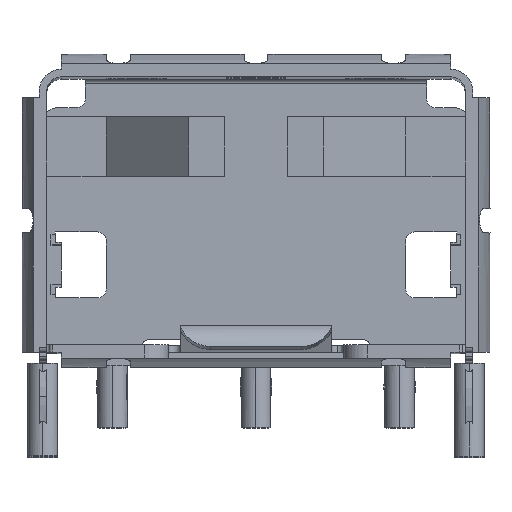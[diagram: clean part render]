
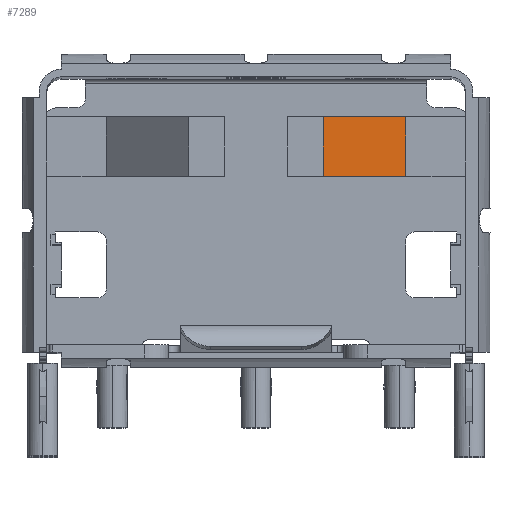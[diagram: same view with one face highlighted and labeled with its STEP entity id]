
A CAD part, top view. The second image highlights one B-rep face of the part: STEP entity #7289.
In plain terms, the highlighted planar face has unit normal (0.72, 0, 0.694).
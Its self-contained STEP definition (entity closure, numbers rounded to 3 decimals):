
#199 = EDGE_LOOP ( 'NONE', ( #21692, #17244, #26665, #27895 ) ) ;
#686 = CARTESIAN_POINT ( 'NONE',  ( 5., 5.7, -48.225 ) ) ;
#1429 = LINE ( 'NONE', #11596, #15138 ) ;
#1668 = DIRECTION ( 'NONE',  ( 0.694, 0., -0.72 ) ) ;
#1776 = CARTESIAN_POINT ( 'NONE',  ( 5., 5.7, -48.225 ) ) ;
#5226 = LINE ( 'NONE', #20291, #11483 ) ;
#6549 = CARTESIAN_POINT ( 'NONE',  ( 2.25, 5.7, -45.375 ) ) ;
#6898 = VECTOR ( 'NONE', #1668, 1000. ) ;
#7023 = EDGE_CURVE ( 'NONE', #22360, #16844, #31567, .T. ) ;
#7289 = ADVANCED_FACE ( 'NONE', ( #10066 ), #8004, .T. ) ;
#7315 = VERTEX_POINT ( 'NONE', #18301 ) ;
#7556 = EDGE_CURVE ( 'NONE', #16844, #7315, #1429, .T. ) ;
#8004 = PLANE ( 'NONE',  #9749 ) ;
#8308 = DIRECTION ( 'NONE',  ( 0.694, 0., -0.72 ) ) ;
#9749 = AXIS2_PLACEMENT_3D ( 'NONE', #30628, #28354, #10740 ) ;
#10066 = FACE_OUTER_BOUND ( 'NONE', #199, .T. ) ;
#10740 = DIRECTION ( 'NONE',  ( 0., -1., 0. ) ) ;
#11483 = VECTOR ( 'NONE', #27283, 1000. ) ;
#11596 = CARTESIAN_POINT ( 'NONE',  ( 5., 5.7, -48.225 ) ) ;
#15138 = VECTOR ( 'NONE', #16521, 1000. ) ;
#16521 = DIRECTION ( 'NONE',  ( 0., 1., 0. ) ) ;
#16844 = VERTEX_POINT ( 'NONE', #686 ) ;
#17244 = ORIENTED_EDGE ( 'NONE', *, *, #22748, .F. ) ;
#17812 = LINE ( 'NONE', #20696, #22491 ) ;
#18301 = CARTESIAN_POINT ( 'NONE',  ( 5., 7.7, -48.225 ) ) ;
#20291 = CARTESIAN_POINT ( 'NONE',  ( 2.25, 5.7, -45.375 ) ) ;
#20696 = CARTESIAN_POINT ( 'NONE',  ( 5., 7.7, -48.225 ) ) ;
#20766 = VERTEX_POINT ( 'NONE', #26057 ) ;
#21692 = ORIENTED_EDGE ( 'NONE', *, *, #22322, .F. ) ;
#22322 = EDGE_CURVE ( 'NONE', #20766, #7315, #17812, .T. ) ;
#22360 = VERTEX_POINT ( 'NONE', #6549 ) ;
#22491 = VECTOR ( 'NONE', #8308, 1000. ) ;
#22748 = EDGE_CURVE ( 'NONE', #22360, #20766, #5226, .T. ) ;
#26057 = CARTESIAN_POINT ( 'NONE',  ( 2.25, 7.7, -45.375 ) ) ;
#26665 = ORIENTED_EDGE ( 'NONE', *, *, #7023, .T. ) ;
#27283 = DIRECTION ( 'NONE',  ( 0., 1., 0. ) ) ;
#27895 = ORIENTED_EDGE ( 'NONE', *, *, #7556, .T. ) ;
#28354 = DIRECTION ( 'NONE',  ( 0.72, 0., 0.694 ) ) ;
#30628 = CARTESIAN_POINT ( 'NONE',  ( 5., 5.7, -48.225 ) ) ;
#31567 = LINE ( 'NONE', #1776, #6898 ) ;
